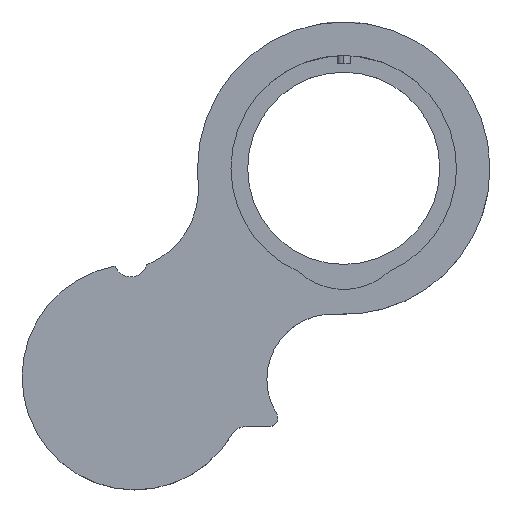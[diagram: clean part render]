
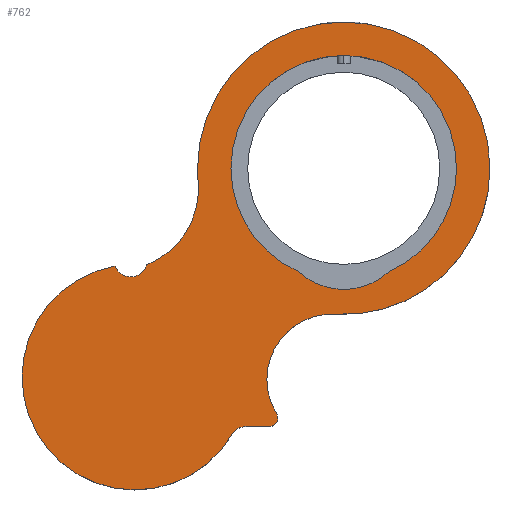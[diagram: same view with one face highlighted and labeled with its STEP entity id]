
A CAD part, top view. The second image highlights one B-rep face of the part: STEP entity #762.
In plain terms, the highlighted planar face has unit normal (0, 0, 1).
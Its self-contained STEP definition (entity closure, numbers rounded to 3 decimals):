
#4 = EDGE_CURVE ( 'NONE', #1026, #10, #1123, .T. ) ;
#9 = ORIENTED_EDGE ( 'NONE', *, *, #1178, .T. ) ;
#10 = VERTEX_POINT ( 'NONE', #807 ) ;
#40 = ORIENTED_EDGE ( 'NONE', *, *, #258, .T. ) ;
#59 = DIRECTION ( 'NONE',  ( 1., 0., 0. ) ) ;
#70 = ORIENTED_EDGE ( 'NONE', *, *, #790, .F. ) ;
#77 = CIRCLE ( 'NONE', #1303, 7.8 ) ;
#81 = VERTEX_POINT ( 'NONE', #263 ) ;
#92 = DIRECTION ( 'NONE',  ( 0., 0., -1. ) ) ;
#95 = ORIENTED_EDGE ( 'NONE', *, *, #1459, .T. ) ;
#119 = ORIENTED_EDGE ( 'NONE', *, *, #255, .T. ) ;
#142 = CARTESIAN_POINT ( 'NONE',  ( 6.24, -10.803, 59.5 ) ) ;
#168 = EDGE_CURVE ( 'NONE', #1424, #1026, #77, .T. ) ;
#212 = CARTESIAN_POINT ( 'NONE',  ( 14.269, 18.57, 59.5 ) ) ;
#222 = VERTEX_POINT ( 'NONE', #761 ) ;
#255 = EDGE_CURVE ( 'NONE', #886, #916, #577, .T. ) ;
#258 = EDGE_CURVE ( 'NONE', #1235, #1424, #383, .T. ) ;
#260 = AXIS2_PLACEMENT_3D ( 'NONE', #1004, #1141, #1498 ) ;
#263 = CARTESIAN_POINT ( 'NONE',  ( 8.808, 6.224, 59.5 ) ) ;
#287 = AXIS2_PLACEMENT_3D ( 'NONE', #391, #1211, #640 ) ;
#290 = CARTESIAN_POINT ( 'NONE',  ( -11.231, 7.57, 59.5 ) ) ;
#326 = DIRECTION ( 'NONE',  ( 1., 0., 0. ) ) ;
#332 = DIRECTION ( 'NONE',  ( 0., 0., 1. ) ) ;
#351 = CARTESIAN_POINT ( 'NONE',  ( 13.3, 1.097, 59.5 ) ) ;
#356 = VERTEX_POINT ( 'NONE', #904 ) ;
#369 = AXIS2_PLACEMENT_3D ( 'NONE', #536, #879, #411 ) ;
#375 = VERTEX_POINT ( 'NONE', #541 ) ;
#383 = CIRCLE ( 'NONE', #412, 7.8 ) ;
#391 = CARTESIAN_POINT ( 'NONE',  ( -12.816, 16.07, 59.5 ) ) ;
#397 = CARTESIAN_POINT ( 'NONE',  ( 14.269, 18.57, 59.5 ) ) ;
#411 = DIRECTION ( 'NONE',  ( 1., 0., 0. ) ) ;
#412 = AXIS2_PLACEMENT_3D ( 'NONE', #1018, #92, #1486 ) ;
#440 = VECTOR ( 'NONE', #1471, 1000. ) ;
#445 = CARTESIAN_POINT ( 'NONE',  ( 14.269, 18.57, 59.5 ) ) ;
#447 = VERTEX_POINT ( 'NONE', #818 ) ;
#514 = EDGE_CURVE ( 'NONE', #1323, #1235, #1477, .T. ) ;
#517 = CARTESIAN_POINT ( 'NONE',  ( 5.39, -12.33, 59.5 ) ) ;
#520 = DIRECTION ( 'NONE',  ( 0., 0., -1. ) ) ;
#530 = DIRECTION ( 'NONE',  ( 0., 0., 1. ) ) ;
#536 = CARTESIAN_POINT ( 'NONE',  ( -10.731, -6.43, 59.5 ) ) ;
#541 = CARTESIAN_POINT ( 'NONE',  ( 0.884, -13.311, 59.5 ) ) ;
#569 = CIRCLE ( 'NONE', #1196, 2. ) ;
#577 = CIRCLE ( 'NONE', #260, 17.5 ) ;
#597 = AXIS2_PLACEMENT_3D ( 'NONE', #629, #1443, #1213 ) ;
#600 = CARTESIAN_POINT ( 'NONE',  ( 5.39, -11.33, 59.5 ) ) ;
#619 = CARTESIAN_POINT ( 'NONE',  ( 27.769, 18.57, 59.5 ) ) ;
#620 = EDGE_LOOP ( 'NONE', ( #1328, #652, #70, #1435 ) ) ;
#629 = CARTESIAN_POINT ( 'NONE',  ( 14.269, 18.57, 59.5 ) ) ;
#634 = ORIENTED_EDGE ( 'NONE', *, *, #1392, .T. ) ;
#636 = AXIS2_PLACEMENT_3D ( 'NONE', #1396, #715, #937 ) ;
#637 = VERTEX_POINT ( 'NONE', #1287 ) ;
#640 = DIRECTION ( 'NONE',  ( 1., 0., 0. ) ) ;
#652 = ORIENTED_EDGE ( 'NONE', *, *, #802, .F. ) ;
#654 = CARTESIAN_POINT ( 'NONE',  ( 12.869, -6.692, 59.5 ) ) ;
#661 = DIRECTION ( 'NONE',  ( 1., 0., 0. ) ) ;
#676 = EDGE_CURVE ( 'NONE', #10, #886, #1444, .T. ) ;
#690 = DIRECTION ( 'NONE',  ( 0., 0., 1. ) ) ;
#705 = ORIENTED_EDGE ( 'NONE', *, *, #902, .T. ) ;
#715 = DIRECTION ( 'NONE',  ( 0., 0., 1. ) ) ;
#727 = AXIS2_PLACEMENT_3D ( 'NONE', #600, #1427, #729 ) ;
#729 = DIRECTION ( 'NONE',  ( 1., 0., 0. ) ) ;
#732 = DIRECTION ( 'NONE',  ( 0., 0., -1. ) ) ;
#737 = CIRCLE ( 'NONE', #987, 13.5 ) ;
#740 = ORIENTED_EDGE ( 'NONE', *, *, #168, .T. ) ;
#745 = CARTESIAN_POINT ( 'NONE',  ( 5.069, -6.692, 59.5 ) ) ;
#749 = AXIS2_PLACEMENT_3D ( 'NONE', #770, #877, #764 ) ;
#761 = CARTESIAN_POINT ( 'NONE',  ( 2.604, -12.33, 59.5 ) ) ;
#762 = ADVANCED_FACE ( 'NONE', ( #1432, #1185 ), #1472, .F. ) ;
#764 = DIRECTION ( 'NONE',  ( -1., 0., 0. ) ) ;
#770 = CARTESIAN_POINT ( 'NONE',  ( 2.604, -14.33, 59.5 ) ) ;
#778 = DIRECTION ( 'NONE',  ( 0., 0., -1. ) ) ;
#788 = AXIS2_PLACEMENT_3D ( 'NONE', #1292, #732, #839 ) ;
#790 = EDGE_CURVE ( 'NONE', #1365, #81, #894, .T. ) ;
#798 = EDGE_CURVE ( 'NONE', #637, #447, #569, .T. ) ;
#802 = EDGE_CURVE ( 'NONE', #81, #356, #931, .T. ) ;
#806 = AXIS2_PLACEMENT_3D ( 'NONE', #397, #530, #1351 ) ;
#807 = CARTESIAN_POINT ( 'NONE',  ( 31.769, 18.57, 59.5 ) ) ;
#815 = EDGE_LOOP ( 'NONE', ( #9, #1069, #1439, #40, #740, #1400, #1245, #119, #634, #1449, #705, #95 ) ) ;
#818 = CARTESIAN_POINT ( 'NONE',  ( -13.101, 6.86, 59.5 ) ) ;
#839 = DIRECTION ( 'NONE',  ( -1., 0., 0. ) ) ;
#874 = LINE ( 'NONE', #1093, #440 ) ;
#877 = DIRECTION ( 'NONE',  ( 0., 0., -1. ) ) ;
#879 = DIRECTION ( 'NONE',  ( 0., 0., 1. ) ) ;
#886 = VERTEX_POINT ( 'NONE', #915 ) ;
#894 = CIRCLE ( 'NONE', #806, 13.5 ) ;
#902 = EDGE_CURVE ( 'NONE', #447, #934, #737, .T. ) ;
#904 = CARTESIAN_POINT ( 'NONE',  ( 19.73, 6.224, 59.5 ) ) ;
#907 = CARTESIAN_POINT ( 'NONE',  ( -3.157, 16.961, 59.5 ) ) ;
#915 = CARTESIAN_POINT ( 'NONE',  ( -3.231, 18.57, 59.5 ) ) ;
#916 = VERTEX_POINT ( 'NONE', #907 ) ;
#931 = CIRCLE ( 'NONE', #1094, 8. ) ;
#934 = VERTEX_POINT ( 'NONE', #1370 ) ;
#937 = DIRECTION ( 'NONE',  ( 1., 0., 0. ) ) ;
#948 = EDGE_CURVE ( 'NONE', #1260, #1365, #1092, .T. ) ;
#987 = AXIS2_PLACEMENT_3D ( 'NONE', #1151, #690, #326 ) ;
#993 = CARTESIAN_POINT ( 'NONE',  ( 14.269, 12.07, 59.5 ) ) ;
#1004 = CARTESIAN_POINT ( 'NONE',  ( 14.269, 18.57, 59.5 ) ) ;
#1016 = DIRECTION ( 'NONE',  ( 0., 0., 1. ) ) ;
#1018 = CARTESIAN_POINT ( 'NONE',  ( 12.869, -6.692, 59.5 ) ) ;
#1026 = VERTEX_POINT ( 'NONE', #351 ) ;
#1036 = CIRCLE ( 'NONE', #636, 13.5 ) ;
#1069 = ORIENTED_EDGE ( 'NONE', *, *, #1454, .T. ) ;
#1076 = CIRCLE ( 'NONE', #788, 2. ) ;
#1092 = CIRCLE ( 'NONE', #1417, 13.5 ) ;
#1093 = CARTESIAN_POINT ( 'NONE',  ( 2.604, -12.33, 59.5 ) ) ;
#1094 = AXIS2_PLACEMENT_3D ( 'NONE', #993, #1237, #1362 ) ;
#1123 = CIRCLE ( 'NONE', #1465, 17.5 ) ;
#1130 = EDGE_CURVE ( 'NONE', #356, #1260, #1036, .T. ) ;
#1134 = DIRECTION ( 'NONE',  ( 1., 0., 0. ) ) ;
#1141 = DIRECTION ( 'NONE',  ( 0., 0., 1. ) ) ;
#1151 = CARTESIAN_POINT ( 'NONE',  ( -10.731, -6.43, 59.5 ) ) ;
#1154 = CIRCLE ( 'NONE', #369, 13.5 ) ;
#1178 = EDGE_CURVE ( 'NONE', #375, #222, #1076, .T. ) ;
#1185 = FACE_OUTER_BOUND ( 'NONE', #815, .T. ) ;
#1196 = AXIS2_PLACEMENT_3D ( 'NONE', #290, #778, #59 ) ;
#1211 = DIRECTION ( 'NONE',  ( 0., 0., -1. ) ) ;
#1213 = DIRECTION ( 'NONE',  ( 1., 0., 0. ) ) ;
#1235 = VERTEX_POINT ( 'NONE', #142 ) ;
#1237 = DIRECTION ( 'NONE',  ( 0., 0., 1. ) ) ;
#1245 = ORIENTED_EDGE ( 'NONE', *, *, #676, .T. ) ;
#1260 = VERTEX_POINT ( 'NONE', #619 ) ;
#1276 = DIRECTION ( 'NONE',  ( 1., 0., 0. ) ) ;
#1287 = CARTESIAN_POINT ( 'NONE',  ( -9.306, 7.027, 59.5 ) ) ;
#1292 = CARTESIAN_POINT ( 'NONE',  ( 2.604, -14.33, 59.5 ) ) ;
#1303 = AXIS2_PLACEMENT_3D ( 'NONE', #654, #520, #661 ) ;
#1323 = VERTEX_POINT ( 'NONE', #517 ) ;
#1328 = ORIENTED_EDGE ( 'NONE', *, *, #1130, .F. ) ;
#1351 = DIRECTION ( 'NONE',  ( 1., 0., 0. ) ) ;
#1362 = DIRECTION ( 'NONE',  ( 1., 0., 0. ) ) ;
#1365 = VERTEX_POINT ( 'NONE', #1458 ) ;
#1370 = CARTESIAN_POINT ( 'NONE',  ( -24.231, -6.43, 59.5 ) ) ;
#1392 = EDGE_CURVE ( 'NONE', #916, #637, #1468, .T. ) ;
#1396 = CARTESIAN_POINT ( 'NONE',  ( 14.269, 18.57, 59.5 ) ) ;
#1400 = ORIENTED_EDGE ( 'NONE', *, *, #4, .T. ) ;
#1417 = AXIS2_PLACEMENT_3D ( 'NONE', #445, #1016, #1134 ) ;
#1424 = VERTEX_POINT ( 'NONE', #745 ) ;
#1427 = DIRECTION ( 'NONE',  ( 0., 0., 1. ) ) ;
#1432 = FACE_BOUND ( 'NONE', #620, .T. ) ;
#1435 = ORIENTED_EDGE ( 'NONE', *, *, #948, .F. ) ;
#1439 = ORIENTED_EDGE ( 'NONE', *, *, #514, .T. ) ;
#1443 = DIRECTION ( 'NONE',  ( 0., 0., 1. ) ) ;
#1444 = CIRCLE ( 'NONE', #597, 17.5 ) ;
#1449 = ORIENTED_EDGE ( 'NONE', *, *, #798, .T. ) ;
#1454 = EDGE_CURVE ( 'NONE', #222, #1323, #874, .T. ) ;
#1458 = CARTESIAN_POINT ( 'NONE',  ( 0.769, 18.57, 59.5 ) ) ;
#1459 = EDGE_CURVE ( 'NONE', #934, #375, #1154, .T. ) ;
#1465 = AXIS2_PLACEMENT_3D ( 'NONE', #212, #332, #1276 ) ;
#1468 = CIRCLE ( 'NONE', #287, 9.7 ) ;
#1471 = DIRECTION ( 'NONE',  ( 1., 0., 0. ) ) ;
#1472 = PLANE ( 'NONE',  #749 ) ;
#1477 = CIRCLE ( 'NONE', #727, 1. ) ;
#1486 = DIRECTION ( 'NONE',  ( 1., 0., 0. ) ) ;
#1498 = DIRECTION ( 'NONE',  ( 1., 0., 0. ) ) ;
